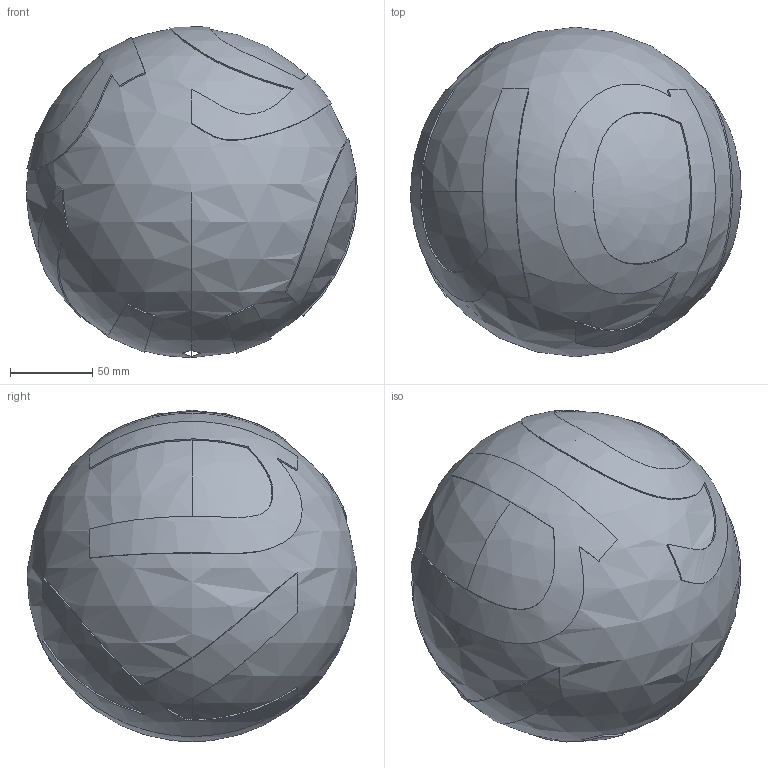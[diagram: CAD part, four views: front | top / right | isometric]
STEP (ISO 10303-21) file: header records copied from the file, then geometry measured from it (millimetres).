
FILE_DESCRIPTION((''),'2;1');
FILE_NAME('Kugel-biegen-IV2013-2015-05-16-RS.stp','2015-05-16T23:24:58',('Roland'),(''),'Autodesk Inventor 2013','Autodesk Inventor 2013','');
FILE_SCHEMA(('AUTOMOTIVE_DESIGN { 1 0 10303 214 1 1 1 1 }'));
Length unit declared in the file: millimetre
Products named in the file (1): Kugel-biegen-2015-05-16-RS
Bounding box: 200.74 x 200 x 201 mm (x, y, z)
Volume: 1169714 mm3; surface area: 237484.4 mm2
Topology: 1 solids, 1 shells, 92 faces, 281 edges, 184 vertices
Faces by surface type: bspline 47, plane 18, cone 16, sphere 11
Entity records: 4472 total; most frequent: CARTESIAN_POINT 2402, ORIENTED_EDGE 494, DIRECTION 308, EDGE_CURVE 247, VERTEX_POINT 166, AXIS2_PLACEMENT_3D 116, B_SPLINE_CURVE_WITH_KNOTS 99, EDGE_LOOP 97
